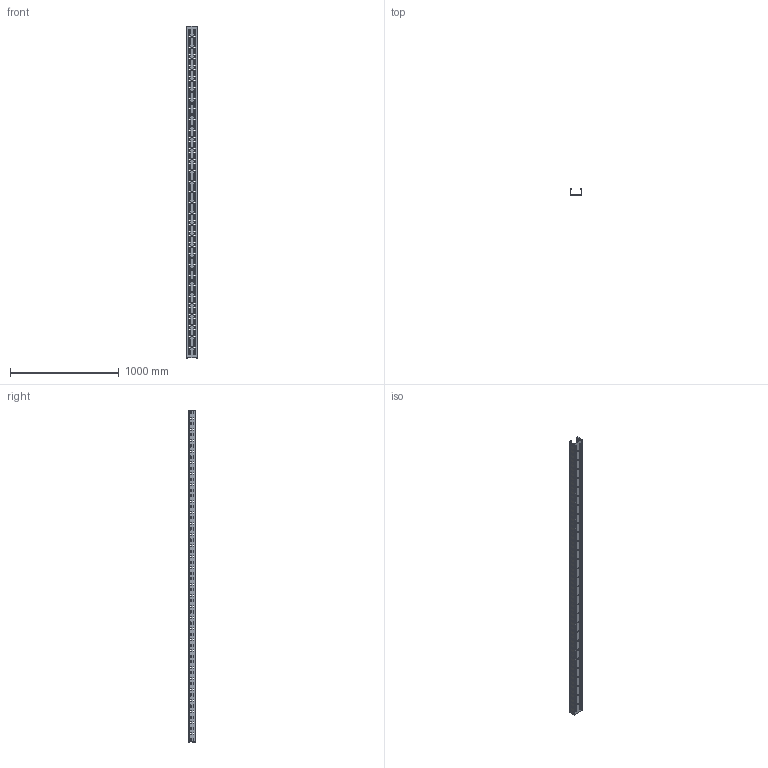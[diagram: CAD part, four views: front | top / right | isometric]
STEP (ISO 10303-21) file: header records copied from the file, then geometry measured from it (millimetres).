
FILE_DESCRIPTION (( 'STEP AP214' ), '1' );
FILE_NAME ('6048812.stp', '2024-01-05T09:39:41', ( '' ), ( '' ), 'SwSTEP 2.0', 'SolidWorks 2022', '' );
FILE_SCHEMA (( 'AUTOMOTIVE_DESIGN' ));
Length unit declared in the file: millimetre
Products named in the file (1): 6048812
Bounding box: 100 x 62.09 x 3050.4 mm (x, y, z)
Volume: 509205.2 mm3; surface area: 1434337.9 mm2
Topology: 1 solids, 1 shells, 2675 faces, 7295 edges, 4858 vertices
Faces by surface type: plane 1454, cylinder 749, cone 472
Full cylindrical faces by diameter (mm): 11 x29
Entity records: 86540 total; most frequent: DIRECTION 15060, CARTESIAN_POINT 14800, ORIENTED_EDGE 14532, EDGE_CURVE 7266, AXIS2_PLACEMENT_3D 5118, VERTEX_POINT 4858, VECTOR 4824, LINE 4824
